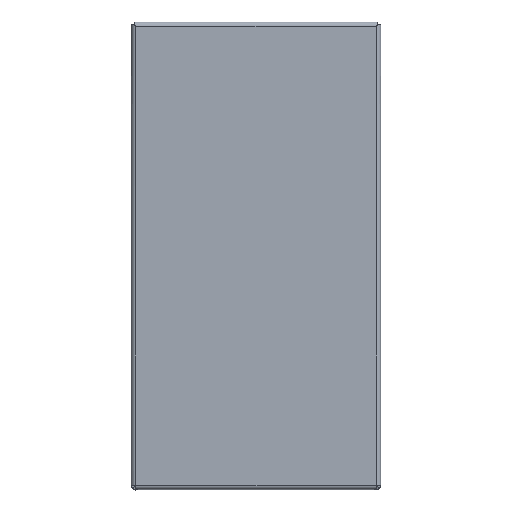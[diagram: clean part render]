
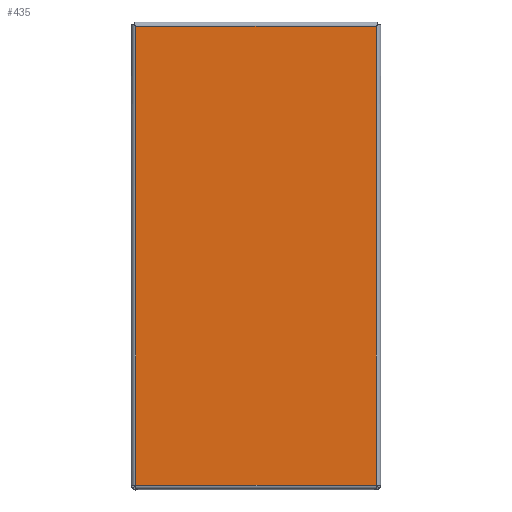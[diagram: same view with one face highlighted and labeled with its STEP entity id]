
A CAD part, top view. The second image highlights one B-rep face of the part: STEP entity #435.
In plain terms, the highlighted planar face has unit normal (0, 0, 1).
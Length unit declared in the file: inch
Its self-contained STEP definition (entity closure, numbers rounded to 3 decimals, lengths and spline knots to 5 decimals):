
#39 = VERTEX_POINT ( 'NONE', #1497 ) ;
#123 = LINE ( 'NONE', #2047, #1841 ) ;
#240 = EDGE_CURVE ( 'NONE', #2324, #39, #123, .T. ) ;
#321 = DIRECTION ( 'NONE',  ( 1., 0., 0. ) ) ;
#435 = ADVANCED_FACE ( 'NONE', ( #1888 ), #1117, .T. ) ;
#449 = ORIENTED_EDGE ( 'NONE', *, *, #2462, .T. ) ;
#539 = CARTESIAN_POINT ( 'NONE',  ( 0.143, 0., 6. ) ) ;
#545 = CARTESIAN_POINT ( 'NONE',  ( 0., 0., 6. ) ) ;
#566 = DIRECTION ( 'NONE',  ( 0., 0., 1. ) ) ;
#576 = VECTOR ( 'NONE', #913, 39.37008 ) ;
#913 = DIRECTION ( 'NONE',  ( 0., -1., 0. ) ) ;
#932 = LINE ( 'NONE', #1710, #1498 ) ;
#934 = AXIS2_PLACEMENT_3D ( 'NONE', #545, #566, #2513 ) ;
#942 = LINE ( 'NONE', #1732, #1486 ) ;
#998 = EDGE_LOOP ( 'NONE', ( #449, #2001, #1980, #1574 ) ) ;
#1117 = PLANE ( 'NONE',  #934 ) ;
#1292 = VERTEX_POINT ( 'NONE', #1876 ) ;
#1326 = DIRECTION ( 'NONE',  ( -1., 0., 0. ) ) ;
#1429 = CARTESIAN_POINT ( 'NONE',  ( 0.143, 0.048, 6. ) ) ;
#1469 = EDGE_CURVE ( 'NONE', #2072, #1292, #932, .T. ) ;
#1486 = VECTOR ( 'NONE', #2238, 39.37008 ) ;
#1494 = CARTESIAN_POINT ( 'NONE',  ( 7.857, 14.762, 6. ) ) ;
#1497 = CARTESIAN_POINT ( 'NONE',  ( 7.857, 0.048, 6. ) ) ;
#1498 = VECTOR ( 'NONE', #1326, 39.37008 ) ;
#1574 = ORIENTED_EDGE ( 'NONE', *, *, #240, .T. ) ;
#1685 = EDGE_CURVE ( 'NONE', #1292, #2324, #1871, .T. ) ;
#1710 = CARTESIAN_POINT ( 'NONE',  ( 0., 14.762, 6. ) ) ;
#1732 = CARTESIAN_POINT ( 'NONE',  ( 7.857, 0., 6. ) ) ;
#1841 = VECTOR ( 'NONE', #321, 39.37008 ) ;
#1871 = LINE ( 'NONE', #539, #576 ) ;
#1876 = CARTESIAN_POINT ( 'NONE',  ( 0.143, 14.762, 6. ) ) ;
#1888 = FACE_OUTER_BOUND ( 'NONE', #998, .T. ) ;
#1980 = ORIENTED_EDGE ( 'NONE', *, *, #1685, .T. ) ;
#2001 = ORIENTED_EDGE ( 'NONE', *, *, #1469, .T. ) ;
#2047 = CARTESIAN_POINT ( 'NONE',  ( 0., 0.048, 6. ) ) ;
#2072 = VERTEX_POINT ( 'NONE', #1494 ) ;
#2238 = DIRECTION ( 'NONE',  ( 0., 1., 0. ) ) ;
#2324 = VERTEX_POINT ( 'NONE', #1429 ) ;
#2462 = EDGE_CURVE ( 'NONE', #39, #2072, #942, .T. ) ;
#2513 = DIRECTION ( 'NONE',  ( 1., 0., 0. ) ) ;
